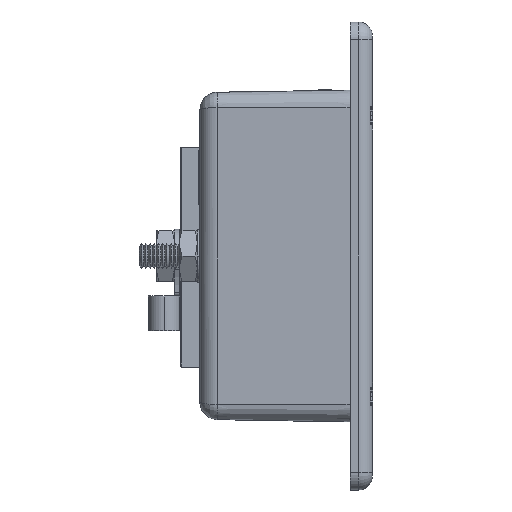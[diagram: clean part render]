
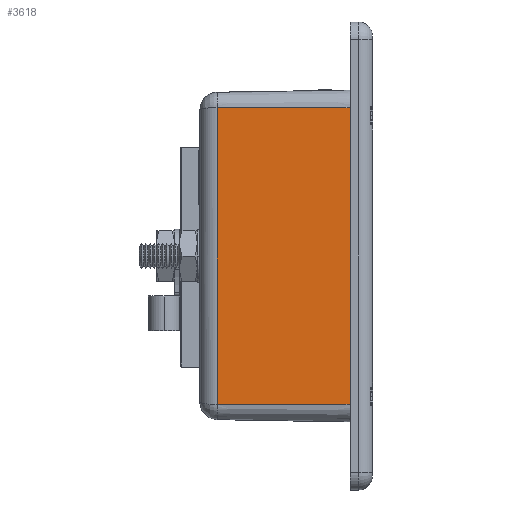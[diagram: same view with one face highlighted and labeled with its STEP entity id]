
A CAD part, left-side view. The second image highlights one B-rep face of the part: STEP entity #3618.
In plain terms, the highlighted planar face has unit normal (-1, 0.018, 0).
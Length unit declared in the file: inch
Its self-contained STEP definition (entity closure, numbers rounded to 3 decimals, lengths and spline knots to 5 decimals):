
#3618 = ADVANCED_FACE ( 'NONE', ( #7356 ), #26058, .T. ) ;
#5594 = VERTEX_POINT ( 'NONE', #22261 ) ;
#6777 = ORIENTED_EDGE ( 'NONE', *, *, #47281, .F. ) ;
#7356 = FACE_OUTER_BOUND ( 'NONE', #18449, .T. ) ;
#9045 = EDGE_CURVE ( 'NONE', #28645, #5594, #25538, .T. ) ;
#9538 = CARTESIAN_POINT ( 'NONE',  ( -2.18515, 0., 1.0561 ) ) ;
#11931 = VECTOR ( 'NONE', #13764, 39.37008 ) ;
#13764 = DIRECTION ( 'NONE',  ( 0., 0., -1. ) ) ;
#16019 = LINE ( 'NONE', #20499, #48013 ) ;
#16488 = CARTESIAN_POINT ( 'NONE',  ( -2.18515, 0., -1.056 ) ) ;
#16554 = LINE ( 'NONE', #51541, #22924 ) ;
#17129 = CARTESIAN_POINT ( 'NONE',  ( -2.18515, 0., -1.056 ) ) ;
#18449 = EDGE_LOOP ( 'NONE', ( #6777, #21653, #36772, #45553 ) ) ;
#20191 = EDGE_CURVE ( 'NONE', #34373, #43724, #16554, .T. ) ;
#20499 = CARTESIAN_POINT ( 'NONE',  ( -2.18515, 0., -1.056 ) ) ;
#21653 = ORIENTED_EDGE ( 'NONE', *, *, #9045, .T. ) ;
#22261 = CARTESIAN_POINT ( 'NONE',  ( -2.16865, 0.94518, -1.056 ) ) ;
#22924 = VECTOR ( 'NONE', #35879, 39.37008 ) ;
#25538 = LINE ( 'NONE', #49106, #11931 ) ;
#26058 = PLANE ( 'NONE',  #48875 ) ;
#28645 = VERTEX_POINT ( 'NONE', #65552 ) ;
#30768 = DIRECTION ( 'NONE',  ( -0.017, -1., 0. ) ) ;
#31953 = EDGE_CURVE ( 'NONE', #5594, #34373, #16019, .T. ) ;
#33496 = DIRECTION ( 'NONE',  ( -0.017, -1., 0. ) ) ;
#34187 = VECTOR ( 'NONE', #33496, 39.37008 ) ;
#34373 = VERTEX_POINT ( 'NONE', #17129 ) ;
#35834 = LINE ( 'NONE', #64524, #34187 ) ;
#35879 = DIRECTION ( 'NONE',  ( 0., 0., 1. ) ) ;
#36772 = ORIENTED_EDGE ( 'NONE', *, *, #31953, .T. ) ;
#43724 = VERTEX_POINT ( 'NONE', #9538 ) ;
#45553 = ORIENTED_EDGE ( 'NONE', *, *, #20191, .T. ) ;
#47281 = EDGE_CURVE ( 'NONE', #28645, #43724, #35834, .T. ) ;
#48013 = VECTOR ( 'NONE', #50441, 39.37008 ) ;
#48875 = AXIS2_PLACEMENT_3D ( 'NONE', #16488, #56272, #30768 ) ;
#49106 = CARTESIAN_POINT ( 'NONE',  ( -2.16865, 0.94518, -1.056 ) ) ;
#50441 = DIRECTION ( 'NONE',  ( -0.017, -1., 0. ) ) ;
#51541 = CARTESIAN_POINT ( 'NONE',  ( -2.18515, 0., -1.056 ) ) ;
#56272 = DIRECTION ( 'NONE',  ( -1., 0.017, 0. ) ) ;
#64524 = CARTESIAN_POINT ( 'NONE',  ( -2.18515, 0., 1.0561 ) ) ;
#65552 = CARTESIAN_POINT ( 'NONE',  ( -2.16865, 0.94518, 1.0561 ) ) ;
